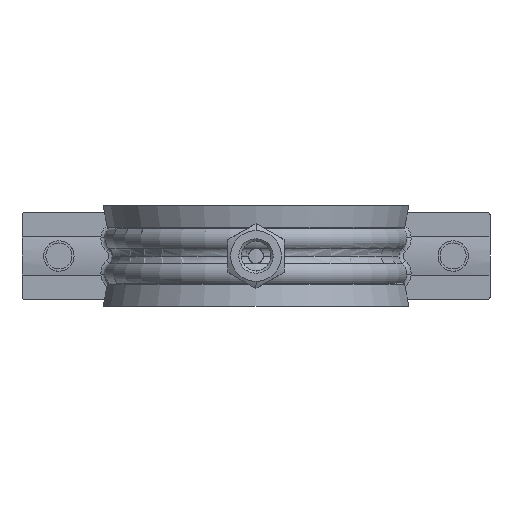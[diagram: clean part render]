
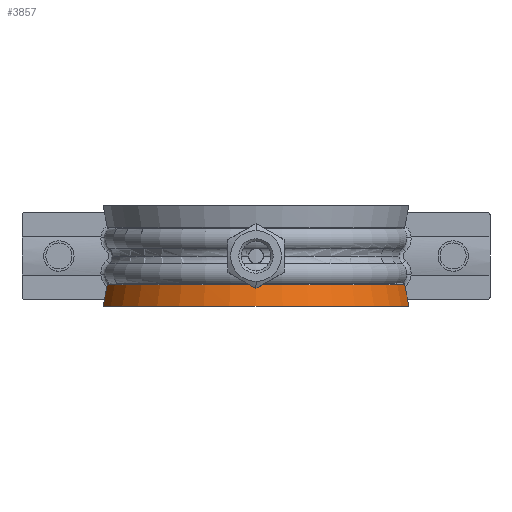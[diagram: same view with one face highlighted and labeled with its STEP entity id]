
A CAD part, front view. The second image highlights one B-rep face of the part: STEP entity #3857.
In plain terms, the highlighted conical face has half-angle 10.685 degrees and reference radius 35.95 mm.
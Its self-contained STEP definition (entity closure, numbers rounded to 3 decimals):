
#366 = CARTESIAN_POINT ( 'NONE',  ( -34.624, -7., -8.284 ) ) ;
#660 = CARTESIAN_POINT ( 'NONE',  ( 35.262, -7., -11.6 ) ) ;
#774 = VERTEX_POINT ( 'NONE', #660 ) ;
#966 = CARTESIAN_POINT ( 'NONE',  ( 0., 0., -11.6 ) ) ;
#1112 = FACE_OUTER_BOUND ( 'NONE', #10350, .T. ) ;
#1905 = CARTESIAN_POINT ( 'NONE',  ( 35.262, -7., -11.6 ) ) ;
#2792 = EDGE_CURVE ( 'NONE', #3950, #774, #3767, .T. ) ;
#2832 = AXIS2_PLACEMENT_3D ( 'NONE', #966, #5421, #3402 ) ;
#2882 = CARTESIAN_POINT ( 'NONE',  ( 34.305, -7., -6.626 ) ) ;
#3402 = DIRECTION ( 'NONE',  ( -1., 0., 0. ) ) ;
#3767 = CIRCLE ( 'NONE', #6361, 35.95 ) ;
#3857 = ADVANCED_FACE ( 'NONE', ( #1112 ), #4728, .T. ) ;
#3950 = VERTEX_POINT ( 'NONE', #8242 ) ;
#4083 = DIRECTION ( 'NONE',  ( -1., 0., 0. ) ) ;
#4647 = ORIENTED_EDGE ( 'NONE', *, *, #9836, .T. ) ;
#4728 = CONICAL_SURFACE ( 'NONE', #2832, 35.95, 0.186 ) ;
#5035 = CARTESIAN_POINT ( 'NONE',  ( -34.305, -7., -6.626 ) ) ;
#5248 = EDGE_CURVE ( 'NONE', #9590, #774, #6883, .T. ) ;
#5421 = DIRECTION ( 'NONE',  ( 0., 0., -1. ) ) ;
#5602 = ORIENTED_EDGE ( 'NONE', *, *, #2792, .T. ) ;
#5751 = DIRECTION ( 'NONE',  ( 1., 0., 0. ) ) ;
#5931 = B_SPLINE_CURVE_WITH_KNOTS ( 'NONE', 3,
 ( #5035, #366, #6073, #8158 ),
 .UNSPECIFIED., .F., .F.,
 ( 4, 4 ),
 ( 0.037, 0.042 ),
 .UNSPECIFIED. ) ;
#6073 = CARTESIAN_POINT ( 'NONE',  ( -34.943, -7., -9.942 ) ) ;
#6145 = CARTESIAN_POINT ( 'NONE',  ( 34.624, -7., -8.284 ) ) ;
#6361 = AXIS2_PLACEMENT_3D ( 'NONE', #14010, #10641, #4083 ) ;
#6883 = B_SPLINE_CURVE_WITH_KNOTS ( 'NONE', 3,
 ( #2882, #6145, #7572, #1905 ),
 .UNSPECIFIED., .F., .F.,
 ( 4, 4 ),
 ( 0.037, 0.042 ),
 .UNSPECIFIED. ) ;
#7572 = CARTESIAN_POINT ( 'NONE',  ( 34.943, -7., -9.942 ) ) ;
#8141 = CIRCLE ( 'NONE', #13501, 35.011 ) ;
#8158 = CARTESIAN_POINT ( 'NONE',  ( -35.262, -7., -11.6 ) ) ;
#8242 = CARTESIAN_POINT ( 'NONE',  ( -35.262, -7., -11.6 ) ) ;
#9590 = VERTEX_POINT ( 'NONE', #13828 ) ;
#9836 = EDGE_CURVE ( 'NONE', #13459, #3950, #5931, .T. ) ;
#10350 = EDGE_LOOP ( 'NONE', ( #4647, #5602, #12874, #12650 ) ) ;
#10641 = DIRECTION ( 'NONE',  ( 0., 0., 1. ) ) ;
#10828 = CARTESIAN_POINT ( 'NONE',  ( -34.305, -7., -6.626 ) ) ;
#12378 = DIRECTION ( 'NONE',  ( 0., 0., 1. ) ) ;
#12650 = ORIENTED_EDGE ( 'NONE', *, *, #13096, .F. ) ;
#12874 = ORIENTED_EDGE ( 'NONE', *, *, #5248, .F. ) ;
#13096 = EDGE_CURVE ( 'NONE', #13459, #9590, #8141, .T. ) ;
#13459 = VERTEX_POINT ( 'NONE', #10828 ) ;
#13469 = CARTESIAN_POINT ( 'NONE',  ( 0., 0., -6.626 ) ) ;
#13501 = AXIS2_PLACEMENT_3D ( 'NONE', #13469, #12378, #5751 ) ;
#13828 = CARTESIAN_POINT ( 'NONE',  ( 34.305, -7., -6.626 ) ) ;
#14010 = CARTESIAN_POINT ( 'NONE',  ( 0., 0., -11.6 ) ) ;
